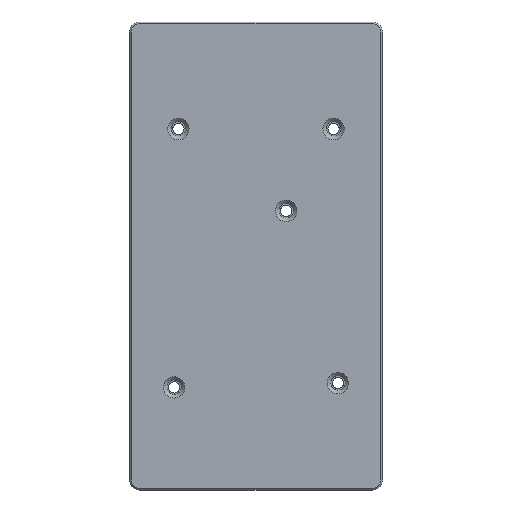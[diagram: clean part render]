
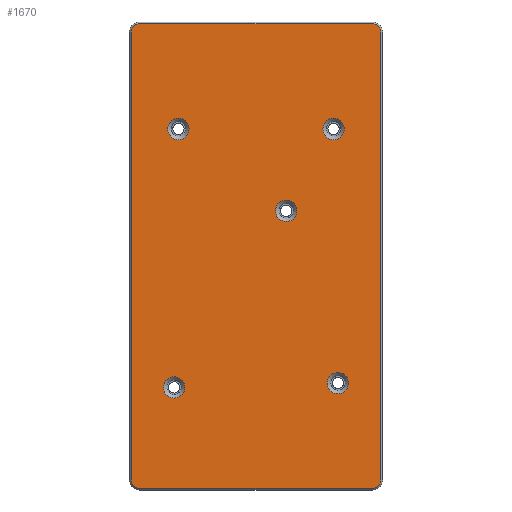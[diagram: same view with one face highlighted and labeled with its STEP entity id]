
A CAD part, front view. The second image highlights one B-rep face of the part: STEP entity #1670.
In plain terms, the highlighted planar face has unit normal (0, -1, 0).
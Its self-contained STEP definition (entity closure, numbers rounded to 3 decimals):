
#15=FACE_BOUND('',#233,.T.);
#16=FACE_BOUND('',#234,.T.);
#17=FACE_BOUND('',#235,.T.);
#18=FACE_BOUND('',#236,.T.);
#19=FACE_BOUND('',#237,.T.);
#121=FACE_OUTER_BOUND('',#232,.T.);
#232=EDGE_LOOP('',(#1182,#1183,#1184,#1185,#1186,#1187,#1188,#1189));
#233=EDGE_LOOP('',(#1190));
#234=EDGE_LOOP('',(#1191));
#235=EDGE_LOOP('',(#1192));
#236=EDGE_LOOP('',(#1193));
#237=EDGE_LOOP('',(#1194));
#357=LINE('',#2606,#494);
#362=LINE('',#2620,#499);
#366=LINE('',#2632,#503);
#370=LINE('',#2644,#507);
#494=VECTOR('',#2024,10.);
#499=VECTOR('',#2037,10.);
#503=VECTOR('',#2049,10.);
#507=VECTOR('',#2061,10.);
#625=CIRCLE('',#1789,2.5);
#627=CIRCLE('',#1793,2.5);
#629=CIRCLE('',#1797,2.5);
#631=CIRCLE('',#1801,2.5);
#634=CIRCLE('',#1809,3.15);
#635=CIRCLE('',#1810,3.15);
#636=CIRCLE('',#1811,3.15);
#637=CIRCLE('',#1812,3.15);
#638=CIRCLE('',#1813,3.15);
#738=VERTEX_POINT('',#2603);
#739=VERTEX_POINT('',#2605);
#742=VERTEX_POINT('',#2613);
#744=VERTEX_POINT('',#2618);
#746=VERTEX_POINT('',#2625);
#748=VERTEX_POINT('',#2630);
#750=VERTEX_POINT('',#2637);
#752=VERTEX_POINT('',#2642);
#758=VERTEX_POINT('',#2668);
#759=VERTEX_POINT('',#2670);
#760=VERTEX_POINT('',#2672);
#761=VERTEX_POINT('',#2674);
#762=VERTEX_POINT('',#2676);
#888=EDGE_CURVE('',#738,#739,#357,.T.);
#893=EDGE_CURVE('',#742,#738,#625,.T.);
#895=EDGE_CURVE('',#744,#742,#362,.T.);
#899=EDGE_CURVE('',#746,#744,#627,.T.);
#901=EDGE_CURVE('',#748,#746,#366,.T.);
#905=EDGE_CURVE('',#750,#748,#629,.T.);
#907=EDGE_CURVE('',#752,#750,#370,.T.);
#910=EDGE_CURVE('',#739,#752,#631,.T.);
#920=EDGE_CURVE('',#758,#758,#634,.T.);
#921=EDGE_CURVE('',#759,#759,#635,.T.);
#922=EDGE_CURVE('',#760,#760,#636,.T.);
#923=EDGE_CURVE('',#761,#761,#637,.T.);
#924=EDGE_CURVE('',#762,#762,#638,.T.);
#1182=ORIENTED_EDGE('',*,*,#888,.F.);
#1183=ORIENTED_EDGE('',*,*,#893,.F.);
#1184=ORIENTED_EDGE('',*,*,#895,.F.);
#1185=ORIENTED_EDGE('',*,*,#899,.F.);
#1186=ORIENTED_EDGE('',*,*,#901,.F.);
#1187=ORIENTED_EDGE('',*,*,#905,.F.);
#1188=ORIENTED_EDGE('',*,*,#907,.F.);
#1189=ORIENTED_EDGE('',*,*,#910,.F.);
#1190=ORIENTED_EDGE('',*,*,#920,.F.);
#1191=ORIENTED_EDGE('',*,*,#921,.F.);
#1192=ORIENTED_EDGE('',*,*,#922,.F.);
#1193=ORIENTED_EDGE('',*,*,#923,.F.);
#1194=ORIENTED_EDGE('',*,*,#924,.F.);
#1616=PLANE('',#1808);
#1670=ADVANCED_FACE('',(#121,#15,#16,#17,#18,#19),#1616,.F.);
#1789=AXIS2_PLACEMENT_3D('',#2615,#2032,#2033);
#1793=AXIS2_PLACEMENT_3D('',#2627,#2044,#2045);
#1797=AXIS2_PLACEMENT_3D('',#2639,#2056,#2057);
#1801=AXIS2_PLACEMENT_3D('',#2648,#2067,#2068);
#1808=AXIS2_PLACEMENT_3D('',#2667,#2088,#2089);
#1809=AXIS2_PLACEMENT_3D('',#2669,#2090,#2091);
#1810=AXIS2_PLACEMENT_3D('',#2671,#2092,#2093);
#1811=AXIS2_PLACEMENT_3D('',#2673,#2094,#2095);
#1812=AXIS2_PLACEMENT_3D('',#2675,#2096,#2097);
#1813=AXIS2_PLACEMENT_3D('',#2677,#2098,#2099);
#2024=DIRECTION('',(1.,0.,0.));
#2032=DIRECTION('center_axis',(0.,1.,0.));
#2033=DIRECTION('ref_axis',(-0.707,0.,0.707));
#2037=DIRECTION('',(0.,0.,1.));
#2044=DIRECTION('center_axis',(0.,1.,0.));
#2045=DIRECTION('ref_axis',(-0.707,0.,-0.707));
#2049=DIRECTION('',(-1.,0.,0.));
#2056=DIRECTION('center_axis',(0.,1.,0.));
#2057=DIRECTION('ref_axis',(0.707,0.,-0.707));
#2061=DIRECTION('',(0.,0.,-1.));
#2067=DIRECTION('center_axis',(0.,1.,0.));
#2068=DIRECTION('ref_axis',(0.707,0.,0.707));
#2088=DIRECTION('center_axis',(0.,1.,0.));
#2089=DIRECTION('ref_axis',(1.,0.,0.));
#2090=DIRECTION('center_axis',(0.,-1.,0.));
#2091=DIRECTION('ref_axis',(0.,0.,1.));
#2092=DIRECTION('center_axis',(0.,-1.,0.));
#2093=DIRECTION('ref_axis',(0.,0.,1.));
#2094=DIRECTION('center_axis',(0.,-1.,0.));
#2095=DIRECTION('ref_axis',(0.,0.,1.));
#2096=DIRECTION('center_axis',(0.,-1.,0.));
#2097=DIRECTION('ref_axis',(0.,0.,1.));
#2098=DIRECTION('center_axis',(0.,-1.,0.));
#2099=DIRECTION('ref_axis',(0.,0.,1.));
#2603=CARTESIAN_POINT('',(-34.3,0.,68.45));
#2605=CARTESIAN_POINT('',(34.3,0.,68.45));
#2606=CARTESIAN_POINT('',(-18.65,0.,68.45));
#2613=CARTESIAN_POINT('',(-36.8,0.,65.95));
#2615=CARTESIAN_POINT('Origin',(-34.3,0.,65.95));
#2618=CARTESIAN_POINT('',(-36.8,0.,-65.95));
#2620=CARTESIAN_POINT('',(-36.8,0.,-34.475));
#2625=CARTESIAN_POINT('',(-34.3,0.,-68.45));
#2627=CARTESIAN_POINT('Origin',(-34.3,0.,-65.95));
#2630=CARTESIAN_POINT('',(34.3,0.,-68.45));
#2632=CARTESIAN_POINT('',(18.65,0.,-68.45));
#2637=CARTESIAN_POINT('',(36.8,0.,-65.95));
#2639=CARTESIAN_POINT('Origin',(34.3,0.,-65.95));
#2642=CARTESIAN_POINT('',(36.8,0.,65.95));
#2644=CARTESIAN_POINT('',(36.8,0.,34.475));
#2648=CARTESIAN_POINT('Origin',(34.3,0.,65.95));
#2667=CARTESIAN_POINT('Origin',(0.,0.,0.));
#2668=CARTESIAN_POINT('',(22.85,0.,34.28));
#2669=CARTESIAN_POINT('Origin',(22.85,0.,37.43));
#2670=CARTESIAN_POINT('',(8.89,0.,10.16));
#2671=CARTESIAN_POINT('Origin',(8.89,0.,13.31));
#2672=CARTESIAN_POINT('',(-24.13,0.,-41.87));
#2673=CARTESIAN_POINT('Origin',(-24.13,0.,-38.72));
#2674=CARTESIAN_POINT('',(24.13,0.,-40.6));
#2675=CARTESIAN_POINT('Origin',(24.13,0.,-37.45));
#2676=CARTESIAN_POINT('',(-22.86,0.,34.28));
#2677=CARTESIAN_POINT('Origin',(-22.86,0.,37.43));
